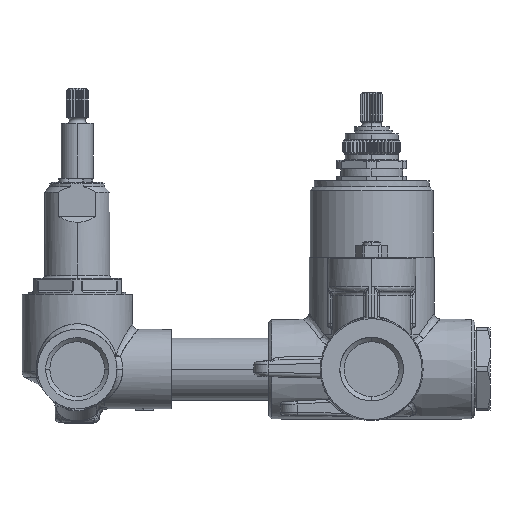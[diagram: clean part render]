
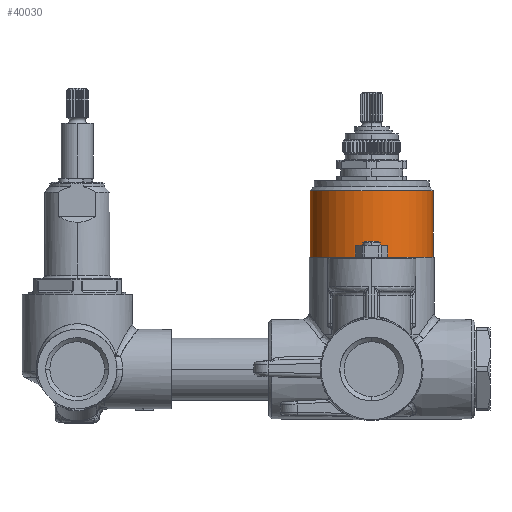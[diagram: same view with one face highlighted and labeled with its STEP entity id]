
A CAD part, left-side view. The second image highlights one B-rep face of the part: STEP entity #40030.
In plain terms, the highlighted cylindrical face has radius 20.85 mm (diameter 41.7 mm), a partial arc.
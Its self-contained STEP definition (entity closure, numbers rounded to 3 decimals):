
#39967=CARTESIAN_POINT('Axis2P3D Location',(0.,0.,65.3)) ;
#39973=CARTESIAN_POINT('Control Point',(0.,20.85,38.)) ;
#39974=CARTESIAN_POINT('Control Point',(-3.275,20.85,38.)) ;
#39975=CARTESIAN_POINT('Control Point',(-6.55,20.207,38.)) ;
#39976=CARTESIAN_POINT('Control Point',(-9.657,18.92,38.)) ;
#39977=CARTESIAN_POINT('Control Point',(-15.198,15.198,38.)) ;
#39978=CARTESIAN_POINT('Control Point',(-18.92,9.657,38.)) ;
#39979=CARTESIAN_POINT('Control Point',(-20.207,6.55,38.)) ;
#39980=CARTESIAN_POINT('Control Point',(-21.493,0.,38.)) ;
#39981=CARTESIAN_POINT('Control Point',(-20.207,-6.55,38.)) ;
#39982=CARTESIAN_POINT('Control Point',(-18.92,-9.657,38.)) ;
#39983=CARTESIAN_POINT('Control Point',(-15.198,-15.198,38.)) ;
#39984=CARTESIAN_POINT('Control Point',(-9.657,-18.92,38.)) ;
#39985=CARTESIAN_POINT('Control Point',(-6.55,-20.207,38.)) ;
#39986=CARTESIAN_POINT('Control Point',(-3.275,-20.85,38.)) ;
#39987=CARTESIAN_POINT('Control Point',(0.,-20.85,38.)) ;
#39988=CARTESIAN_POINT('Vertex',(0.,20.85,38.)) ;
#39990=CARTESIAN_POINT('Vertex',(0.,-20.85,38.)) ;
#39993=CARTESIAN_POINT('Line Origine',(0.,-20.85,65.3)) ;
#39997=CARTESIAN_POINT('Vertex',(0.,-20.85,60.65)) ;
#40001=CARTESIAN_POINT('Control Point',(0.,20.85,60.65)) ;
#40002=CARTESIAN_POINT('Control Point',(-3.275,20.85,60.65)) ;
#40003=CARTESIAN_POINT('Control Point',(-6.55,20.207,60.65)) ;
#40004=CARTESIAN_POINT('Control Point',(-9.657,18.92,60.65)) ;
#40005=CARTESIAN_POINT('Control Point',(-15.198,15.198,60.65)) ;
#40006=CARTESIAN_POINT('Control Point',(-18.92,9.657,60.65)) ;
#40007=CARTESIAN_POINT('Control Point',(-20.207,6.55,60.65)) ;
#40008=CARTESIAN_POINT('Control Point',(-21.493,0.,60.65)) ;
#40009=CARTESIAN_POINT('Control Point',(-20.207,-6.55,60.65)) ;
#40010=CARTESIAN_POINT('Control Point',(-18.92,-9.657,60.65)) ;
#40011=CARTESIAN_POINT('Control Point',(-15.198,-15.198,60.65)) ;
#40012=CARTESIAN_POINT('Control Point',(-9.657,-18.92,60.65)) ;
#40013=CARTESIAN_POINT('Control Point',(-6.55,-20.207,60.65)) ;
#40014=CARTESIAN_POINT('Control Point',(-3.275,-20.85,60.65)) ;
#40015=CARTESIAN_POINT('Control Point',(0.,-20.85,60.65)) ;
#40016=CARTESIAN_POINT('Vertex',(0.,20.85,60.65)) ;
#40019=CARTESIAN_POINT('Line Origine',(0.,20.85,65.3)) ;
#39995=VECTOR('Line Direction',#39994,1.) ;
#40021=VECTOR('Line Direction',#40020,1.) ;
#39968=DIRECTION('Axis2P3D Direction',(0.,-0.,1.)) ;
#39969=DIRECTION('Axis2P3D XDirection',(0.,-1.,-0.)) ;
#39994=DIRECTION('Vector Direction',(0.,0.,1.)) ;
#40020=DIRECTION('Vector Direction',(0.,0.,1.)) ;
#39970=AXIS2_PLACEMENT_3D('Cylinder Axis2P3D',#39967,#39968,#39969) ;
#39996=LINE('Line',#39993,#39995) ;
#40022=LINE('Line',#40019,#40021) ;
#39971=CYLINDRICAL_SURFACE('generated cylinder',#39970,20.85) ;
#39992=EDGE_CURVE('',#39989,#39991,#39972,.T.) ;
#39999=EDGE_CURVE('',#39991,#39998,#39996,.T.) ;
#40018=EDGE_CURVE('',#39998,#40017,#40000,.F.) ;
#40023=EDGE_CURVE('',#40017,#39989,#40022,.F.) ;
#40025=ORIENTED_EDGE('',*,*,#39992,.T.) ;
#40026=ORIENTED_EDGE('',*,*,#39999,.T.) ;
#40027=ORIENTED_EDGE('',*,*,#40018,.T.) ;
#40028=ORIENTED_EDGE('',*,*,#40023,.T.) ;
#40024=EDGE_LOOP('',(#40025,#40026,#40027,#40028)) ;
#39989=VERTEX_POINT('',#39988) ;
#39991=VERTEX_POINT('',#39990) ;
#39998=VERTEX_POINT('',#39997) ;
#40017=VERTEX_POINT('',#40016) ;
#40030=ADVANCED_FACE('Superficie.703',(#40029),#39971,.T.) ;
#39972=B_SPLINE_CURVE_WITH_KNOTS('',5,(#39973,#39974,#39975,#39976,#39977,#39978,#39979,#39980,#39981,#39982,#39983,#39984,#39985,#39986,#39987),.UNSPECIFIED.,.F.,.U.,(6,3,3,3,6),(-32.751,-16.376,0.,16.376,32.751),.UNSPECIFIED.) ;
#40000=B_SPLINE_CURVE_WITH_KNOTS('',5,(#40001,#40002,#40003,#40004,#40005,#40006,#40007,#40008,#40009,#40010,#40011,#40012,#40013,#40014,#40015),.UNSPECIFIED.,.F.,.U.,(6,3,3,3,6),(-32.751,-16.376,0.,16.376,32.751),.UNSPECIFIED.) ;
#40029=FACE_OUTER_BOUND('',#40024,.T.) ;
